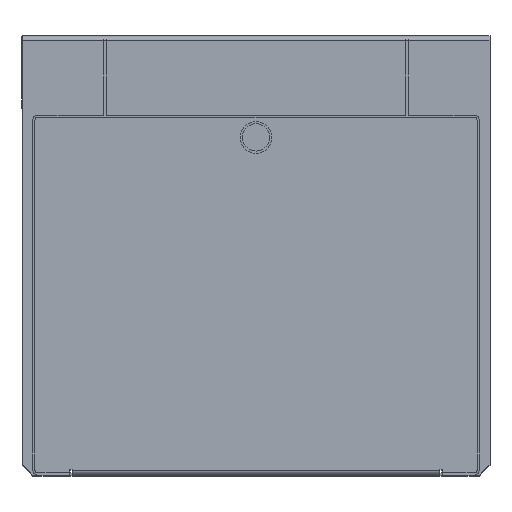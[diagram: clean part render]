
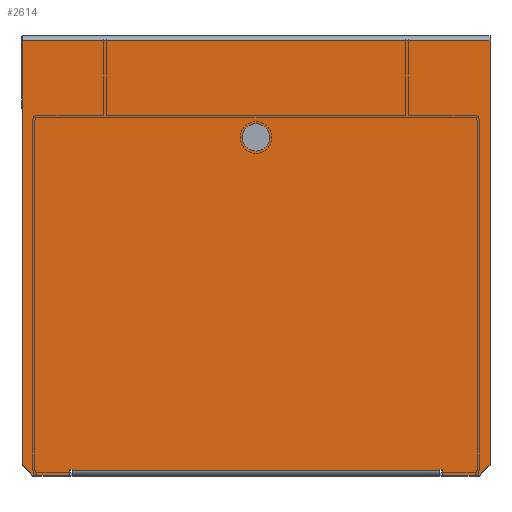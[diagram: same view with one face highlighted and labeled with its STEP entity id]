
A CAD part, top view. The second image highlights one B-rep face of the part: STEP entity #2614.
In plain terms, the highlighted planar face has unit normal (0, 0, 1).
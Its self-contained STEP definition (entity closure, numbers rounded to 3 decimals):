
#129=CIRCLE('',#2830,9.5);
#130=CIRCLE('',#2831,9.5);
#569=ORIENTED_EDGE('',*,*,#1181,.F.);
#570=ORIENTED_EDGE('',*,*,#1180,.F.);
#571=ORIENTED_EDGE('',*,*,#1185,.T.);
#572=ORIENTED_EDGE('',*,*,#1186,.T.);
#573=ORIENTED_EDGE('',*,*,#1187,.F.);
#574=ORIENTED_EDGE('',*,*,#1119,.T.);
#575=ORIENTED_EDGE('',*,*,#1188,.T.);
#576=ORIENTED_EDGE('',*,*,#1189,.T.);
#577=ORIENTED_EDGE('',*,*,#1190,.F.);
#578=ORIENTED_EDGE('',*,*,#1191,.T.);
#579=ORIENTED_EDGE('',*,*,#1192,.T.);
#580=ORIENTED_EDGE('',*,*,#1193,.F.);
#581=ORIENTED_EDGE('',*,*,#1194,.F.);
#582=ORIENTED_EDGE('',*,*,#1114,.T.);
#583=ORIENTED_EDGE('',*,*,#1195,.T.);
#584=ORIENTED_EDGE('',*,*,#1183,.F.);
#1114=EDGE_CURVE('',#1456,#1455,#1693,.T.);
#1119=EDGE_CURVE('',#1459,#1458,#1698,.T.);
#1180=EDGE_CURVE('',#1490,#1493,#129,.T.);
#1181=EDGE_CURVE('',#1493,#1490,#130,.T.);
#1183=EDGE_CURVE('',#1494,#1495,#1744,.T.);
#1185=EDGE_CURVE('',#1494,#1496,#1746,.T.);
#1186=EDGE_CURVE('',#1496,#1497,#1747,.T.);
#1187=EDGE_CURVE('',#1459,#1497,#1748,.T.);
#1188=EDGE_CURVE('',#1458,#1498,#1749,.T.);
#1189=EDGE_CURVE('',#1498,#1499,#1750,.T.);
#1190=EDGE_CURVE('',#1481,#1499,#1751,.T.);
#1191=EDGE_CURVE('',#1481,#1483,#1752,.T.);
#1192=EDGE_CURVE('',#1483,#1500,#1753,.T.);
#1193=EDGE_CURVE('',#1501,#1500,#1754,.T.);
#1194=EDGE_CURVE('',#1456,#1501,#1755,.T.);
#1195=EDGE_CURVE('',#1455,#1495,#1756,.T.);
#1455=VERTEX_POINT('',#4063);
#1456=VERTEX_POINT('',#4065);
#1458=VERTEX_POINT('',#4071);
#1459=VERTEX_POINT('',#4073);
#1481=VERTEX_POINT('',#4152);
#1483=VERTEX_POINT('',#4158);
#1490=VERTEX_POINT('',#4178);
#1493=VERTEX_POINT('',#4184);
#1494=VERTEX_POINT('',#4188);
#1495=VERTEX_POINT('',#4190);
#1496=VERTEX_POINT('',#4194);
#1497=VERTEX_POINT('',#4196);
#1498=VERTEX_POINT('',#4199);
#1499=VERTEX_POINT('',#4201);
#1500=VERTEX_POINT('',#4205);
#1501=VERTEX_POINT('',#4207);
#1693=LINE('',#4064,#1985);
#1698=LINE('',#4072,#1990);
#1744=LINE('',#4189,#2036);
#1746=LINE('',#4193,#2038);
#1747=LINE('',#4195,#2039);
#1748=LINE('',#4197,#2040);
#1749=LINE('',#4198,#2041);
#1750=LINE('',#4200,#2042);
#1751=LINE('',#4202,#2043);
#1752=LINE('',#4203,#2044);
#1753=LINE('',#4204,#2045);
#1754=LINE('',#4206,#2046);
#1755=LINE('',#4208,#2047);
#1756=LINE('',#4209,#2048);
#1985=VECTOR('',#3268,1000.);
#1990=VECTOR('',#3273,1000.);
#2036=VECTOR('',#3389,1000.);
#2038=VECTOR('',#3393,1000.);
#2039=VECTOR('',#3394,1000.);
#2040=VECTOR('',#3395,1000.);
#2041=VECTOR('',#3396,1000.);
#2042=VECTOR('',#3397,1000.);
#2043=VECTOR('',#3398,1000.);
#2044=VECTOR('',#3399,1000.);
#2045=VECTOR('',#3400,1000.);
#2046=VECTOR('',#3401,1000.);
#2047=VECTOR('',#3402,1000.);
#2048=VECTOR('',#3403,1000.);
#2219=EDGE_LOOP('',(#569,#570));
#2220=EDGE_LOOP('',(#571,#572,#573,#574,#575,#576,#577,#578,#579,#580,#581,
#582,#583,#584));
#2377=FACE_BOUND('',#2219,.T.);
#2378=FACE_BOUND('',#2220,.T.);
#2498=PLANE('',#2833);
#2614=ADVANCED_FACE('',(#2377,#2378),#2498,.T.);
#2830=AXIS2_PLACEMENT_3D('',#4183,#3382,#3383);
#2831=AXIS2_PLACEMENT_3D('',#4185,#3384,#3385);
#2833=AXIS2_PLACEMENT_3D('',#4192,#3391,#3392);
#3268=DIRECTION('',(1.,0.,0.));
#3273=DIRECTION('',(1.,0.,0.));
#3382=DIRECTION('',(0.,0.,1.));
#3383=DIRECTION('',(0.,-1.,0.));
#3384=DIRECTION('',(0.,0.,1.));
#3385=DIRECTION('',(0.,-1.,0.));
#3389=DIRECTION('',(0.,-1.,0.));
#3391=DIRECTION('',(0.,0.,1.));
#3392=DIRECTION('',(0.,-1.,0.));
#3393=DIRECTION('',(-1.,0.,0.));
#3394=DIRECTION('',(0.,-1.,0.));
#3395=DIRECTION('',(-0.707,0.707,0.));
#3396=DIRECTION('',(0.,1.,0.));
#3397=DIRECTION('',(1.,0.,0.));
#3398=DIRECTION('',(0.,1.,0.));
#3399=DIRECTION('',(1.,0.,0.));
#3400=DIRECTION('',(0.,1.,0.));
#3401=DIRECTION('',(-1.,0.,0.));
#3402=DIRECTION('',(0.,1.,0.));
#3403=DIRECTION('',(0.707,0.707,0.));
#4063=CARTESIAN_POINT('',(261.869,-49.886,408.5));
#4064=CARTESIAN_POINT('',(236.369,-49.886,408.5));
#4065=CARTESIAN_POINT('',(236.369,-49.886,408.5));
#4071=CARTESIAN_POINT('',(-22.631,-49.886,408.5));
#4072=CARTESIAN_POINT('',(-48.131,-49.886,408.5));
#4073=CARTESIAN_POINT('',(-48.131,-49.886,408.5));
#4152=CARTESIAN_POINT('',(-20.631,-46.386,408.5));
#4158=CARTESIAN_POINT('',(234.369,-46.386,408.5));
#4178=CARTESIAN_POINT('',(106.869,175.114,408.5));
#4183=CARTESIAN_POINT('',(106.869,184.614,408.5));
#4184=CARTESIAN_POINT('',(106.869,194.114,408.5));
#4185=CARTESIAN_POINT('',(106.869,184.614,408.5));
#4188=CARTESIAN_POINT('',(269.369,251.614,408.5));
#4189=CARTESIAN_POINT('',(269.369,251.614,408.5));
#4190=CARTESIAN_POINT('',(269.369,-42.386,408.5));
#4192=CARTESIAN_POINT('',(-55.631,255.114,408.5));
#4193=CARTESIAN_POINT('',(269.369,251.614,408.5));
#4194=CARTESIAN_POINT('',(-55.631,251.614,408.5));
#4195=CARTESIAN_POINT('',(-55.631,251.614,408.5));
#4196=CARTESIAN_POINT('',(-55.631,-42.386,408.5));
#4197=CARTESIAN_POINT('',(-48.131,-49.886,408.5));
#4198=CARTESIAN_POINT('',(-22.631,-49.886,408.5));
#4199=CARTESIAN_POINT('',(-22.631,-45.886,408.5));
#4200=CARTESIAN_POINT('',(-22.631,-45.886,408.5));
#4201=CARTESIAN_POINT('',(-20.631,-45.886,408.5));
#4202=CARTESIAN_POINT('',(-20.631,-46.386,408.5));
#4203=CARTESIAN_POINT('',(-20.631,-46.386,408.5));
#4204=CARTESIAN_POINT('',(234.369,-46.386,408.5));
#4205=CARTESIAN_POINT('',(234.369,-45.886,408.5));
#4206=CARTESIAN_POINT('',(236.369,-45.886,408.5));
#4207=CARTESIAN_POINT('',(236.369,-45.886,408.5));
#4208=CARTESIAN_POINT('',(236.369,-49.886,408.5));
#4209=CARTESIAN_POINT('',(261.869,-49.886,408.5));
